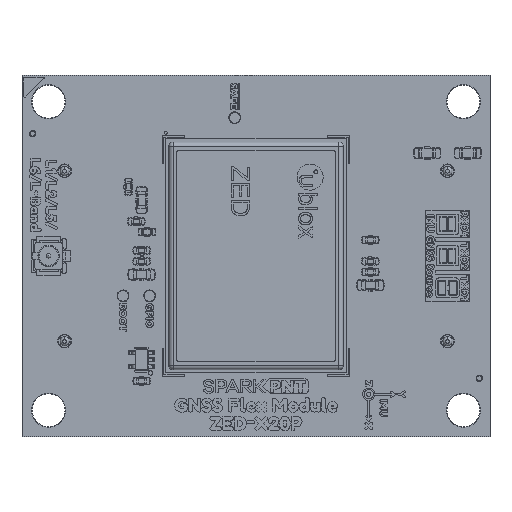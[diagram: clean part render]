
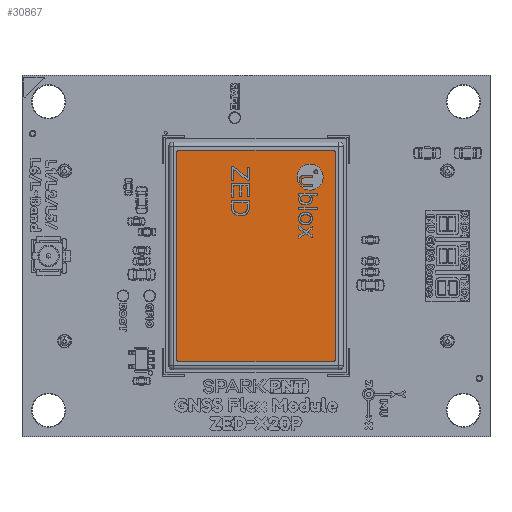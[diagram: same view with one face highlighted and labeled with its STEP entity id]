
A CAD part, top view. The second image highlights one B-rep face of the part: STEP entity #30867.
In plain terms, the highlighted planar face has unit normal (0, 0, 1).
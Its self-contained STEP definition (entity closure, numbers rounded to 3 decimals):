
#30677 = VERTEX_POINT('',#30678);
#30678 = CARTESIAN_POINT('',(-7.45,9.75,2.485));
#30684 = EDGE_CURVE('',#30685,#30677,#30687,.T.);
#30685 = VERTEX_POINT('',#30686);
#30686 = CARTESIAN_POINT('',(-7.25,9.95,2.485));
#30687 = CIRCLE('',#30688,0.2);
#30688 = AXIS2_PLACEMENT_3D('',#30689,#30690,#30691);
#30689 = CARTESIAN_POINT('',(-7.25,9.75,2.485));
#30690 = DIRECTION('',(0.,0.,1.));
#30691 = DIRECTION('',(1.,0.,-0.));
#30709 = VERTEX_POINT('',#30710);
#30710 = CARTESIAN_POINT('',(-7.45,-9.75,2.485));
#30716 = EDGE_CURVE('',#30677,#30709,#30717,.T.);
#30717 = LINE('',#30718,#30719);
#30718 = CARTESIAN_POINT('',(-7.45,0.,2.485));
#30719 = VECTOR('',#30720,1.);
#30720 = DIRECTION('',(0.,-1.,0.));
#30733 = VERTEX_POINT('',#30734);
#30734 = CARTESIAN_POINT('',(-7.25,-9.95,2.485));
#30740 = EDGE_CURVE('',#30709,#30733,#30741,.T.);
#30741 = CIRCLE('',#30742,0.2);
#30742 = AXIS2_PLACEMENT_3D('',#30743,#30744,#30745);
#30743 = CARTESIAN_POINT('',(-7.25,-9.75,2.485));
#30744 = DIRECTION('',(0.,0.,1.));
#30745 = DIRECTION('',(1.,0.,-0.));
#30758 = VERTEX_POINT('',#30759);
#30759 = CARTESIAN_POINT('',(7.25,-9.95,2.485));
#30765 = EDGE_CURVE('',#30733,#30758,#30766,.T.);
#30766 = LINE('',#30767,#30768);
#30767 = CARTESIAN_POINT('',(0.,-9.95,2.485));
#30768 = VECTOR('',#30769,1.);
#30769 = DIRECTION('',(1.,0.,0.));
#30782 = VERTEX_POINT('',#30783);
#30783 = CARTESIAN_POINT('',(7.45,-9.75,2.485));
#30789 = EDGE_CURVE('',#30758,#30782,#30790,.T.);
#30790 = CIRCLE('',#30791,0.2);
#30791 = AXIS2_PLACEMENT_3D('',#30792,#30793,#30794);
#30792 = CARTESIAN_POINT('',(7.25,-9.75,2.485));
#30793 = DIRECTION('',(0.,0.,1.));
#30794 = DIRECTION('',(1.,0.,-0.));
#30807 = VERTEX_POINT('',#30808);
#30808 = CARTESIAN_POINT('',(7.45,9.75,2.485));
#30814 = EDGE_CURVE('',#30782,#30807,#30815,.T.);
#30815 = LINE('',#30816,#30817);
#30816 = CARTESIAN_POINT('',(7.45,0.,2.485));
#30817 = VECTOR('',#30818,1.);
#30818 = DIRECTION('',(0.,1.,0.));
#30831 = VERTEX_POINT('',#30832);
#30832 = CARTESIAN_POINT('',(7.25,9.95,2.485));
#30838 = EDGE_CURVE('',#30807,#30831,#30839,.T.);
#30839 = CIRCLE('',#30840,0.2);
#30840 = AXIS2_PLACEMENT_3D('',#30841,#30842,#30843);
#30841 = CARTESIAN_POINT('',(7.25,9.75,2.485));
#30842 = DIRECTION('',(0.,0.,1.));
#30843 = DIRECTION('',(1.,0.,-0.));
#30856 = EDGE_CURVE('',#30831,#30685,#30857,.T.);
#30857 = LINE('',#30858,#30859);
#30858 = CARTESIAN_POINT('',(0.,9.95,2.485));
#30859 = VECTOR('',#30860,1.);
#30860 = DIRECTION('',(-1.,0.,0.));
#30867 = ADVANCED_FACE('',(#30868),#30878,.T.);
#30868 = FACE_BOUND('',#30869,.T.);
#30869 = EDGE_LOOP('',(#30870,#30871,#30872,#30873,#30874,#30875,#30876,
    #30877));
#30870 = ORIENTED_EDGE('',*,*,#30838,.T.);
#30871 = ORIENTED_EDGE('',*,*,#30856,.T.);
#30872 = ORIENTED_EDGE('',*,*,#30684,.T.);
#30873 = ORIENTED_EDGE('',*,*,#30716,.T.);
#30874 = ORIENTED_EDGE('',*,*,#30740,.T.);
#30875 = ORIENTED_EDGE('',*,*,#30765,.T.);
#30876 = ORIENTED_EDGE('',*,*,#30789,.T.);
#30877 = ORIENTED_EDGE('',*,*,#30814,.T.);
#30878 = PLANE('',#30879);
#30879 = AXIS2_PLACEMENT_3D('',#30880,#30881,#30882);
#30880 = CARTESIAN_POINT('',(0.,0.,
    2.485));
#30881 = DIRECTION('',(0.,0.,1.));
#30882 = DIRECTION('',(1.,0.,0.));
